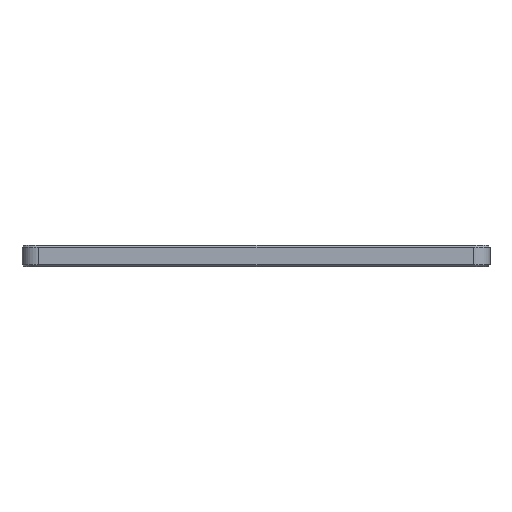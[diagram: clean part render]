
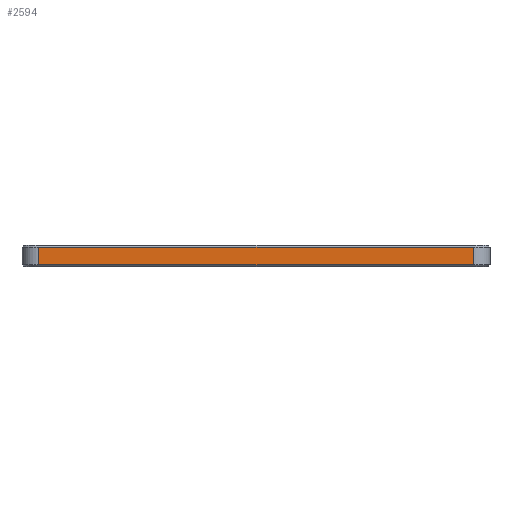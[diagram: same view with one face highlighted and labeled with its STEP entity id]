
A CAD part, left-side view. The second image highlights one B-rep face of the part: STEP entity #2594.
In plain terms, the highlighted planar face has unit normal (-1, 0, 0).
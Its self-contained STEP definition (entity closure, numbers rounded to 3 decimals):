
#463=CARTESIAN_POINT('',(48.89,160.075,-0.9));
#464=VERTEX_POINT('',#463);
#495=CARTESIAN_POINT('',(48.89,160.075,-6.2));
#496=VERTEX_POINT('',#495);
#504=CARTESIAN_POINT('',(48.89,160.075,-0.9));
#505=DIRECTION('',(0.,0.,-1.));
#506=VECTOR('',#505,5.3);
#507=LINE('',#504,#506);
#508=EDGE_CURVE('',#464,#496,#507,.T.);
#2564=CARTESIAN_POINT('',(48.89,105.537,27.09));
#2565=DIRECTION('',(1.,0.,0.));
#2566=DIRECTION('',(0.,0.,-1.));
#2567=AXIS2_PLACEMENT_3D('',#2564,#2565,#2566);
#2568=PLANE('',#2567);
#2569=ORIENTED_EDGE('',*,*,#508,.T.);
#2570=CARTESIAN_POINT('',(48.89,30.075,-6.2));
#2571=VERTEX_POINT('',#2570);
#2572=CARTESIAN_POINT('',(48.89,160.075,-6.2));
#2573=DIRECTION('',(0.,-1.,0.));
#2574=VECTOR('',#2573,130.);
#2575=LINE('',#2572,#2574);
#2576=EDGE_CURVE('',#496,#2571,#2575,.T.);
#2577=ORIENTED_EDGE('',*,*,#2576,.T.);
#2578=CARTESIAN_POINT('',(48.89,30.075,-0.9));
#2579=VERTEX_POINT('',#2578);
#2580=CARTESIAN_POINT('',(48.89,30.075,-6.2));
#2581=DIRECTION('',(-0.,-0.,1.));
#2582=VECTOR('',#2581,5.3);
#2583=LINE('',#2580,#2582);
#2584=EDGE_CURVE('',#2571,#2579,#2583,.T.);
#2585=ORIENTED_EDGE('',*,*,#2584,.T.);
#2586=CARTESIAN_POINT('',(48.89,30.075,-0.9));
#2587=DIRECTION('',(0.,1.,0.));
#2588=VECTOR('',#2587,130.);
#2589=LINE('',#2586,#2588);
#2590=EDGE_CURVE('',#2579,#464,#2589,.T.);
#2591=ORIENTED_EDGE('',*,*,#2590,.T.);
#2592=EDGE_LOOP('',(#2569,#2577,#2585,#2591));
#2593=FACE_BOUND('',#2592,.T.);
#2594=ADVANCED_FACE('',(#2593),#2568,.F.);
